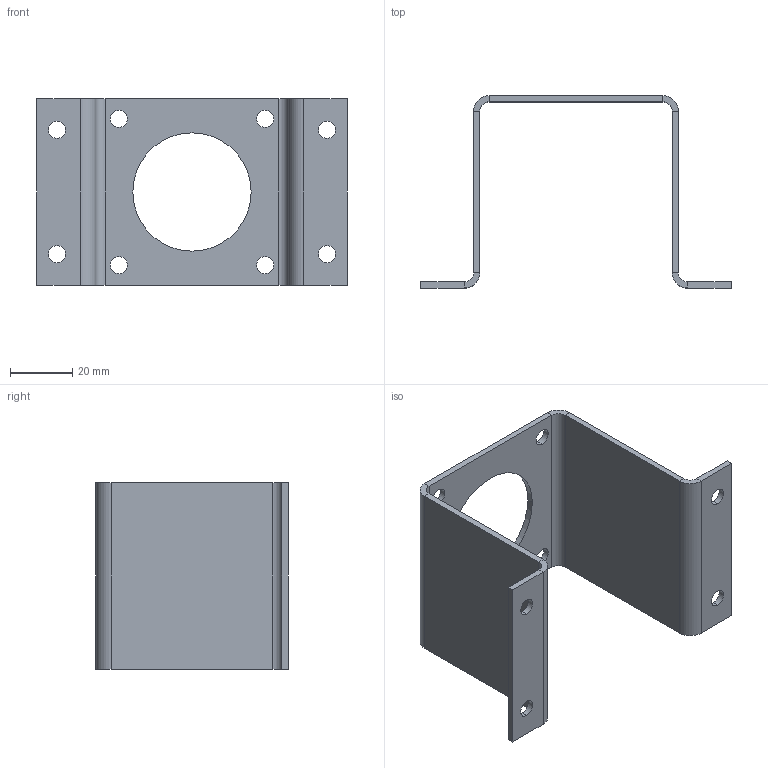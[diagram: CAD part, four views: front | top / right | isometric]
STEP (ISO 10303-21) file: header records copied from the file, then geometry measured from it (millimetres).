
FILE_DESCRIPTION (( 'STEP AP214' ), '1' );
FILE_NAME ('100-01 1 105 TOLE SUPPORT MOTEUR.STEP', '2022-01-22T19:37:24', ( '' ), ( '' ), 'SwSTEP 2.0', 'SolidWorks 2020', '' );
FILE_SCHEMA (( 'AUTOMOTIVE_DESIGN' ));
Length unit declared in the file: millimetre
Products named in the file (1): 100-01 1 105 TOLE SUPPORT MOTEUR
Bounding box: 100 x 62 x 60 mm (x, y, z)
Volume: 22915.6 mm3; surface area: 24524 mm2
Topology: 1 solids, 1 shells, 56 faces, 130 edges, 76 vertices
Faces by surface type: plane 30, cylinder 26
Entity records: 1640 total; most frequent: DIRECTION 296, CARTESIAN_POINT 263, ORIENTED_EDGE 260, EDGE_CURVE 130, AXIS2_PLACEMENT_3D 109, VECTOR 78, LINE 78, VERTEX_POINT 76
